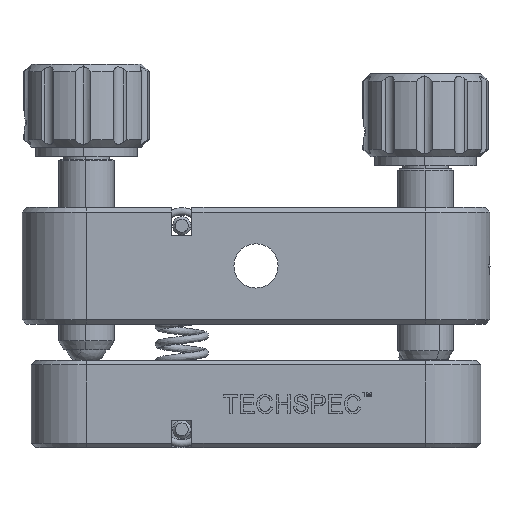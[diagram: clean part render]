
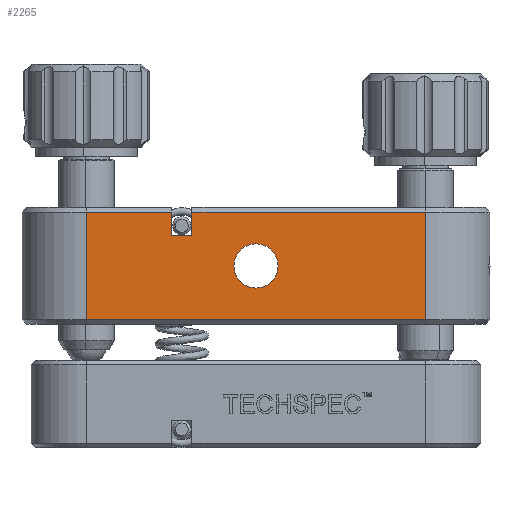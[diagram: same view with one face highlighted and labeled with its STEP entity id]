
A CAD part, left-side view. The second image highlights one B-rep face of the part: STEP entity #2265.
In plain terms, the highlighted planar face has unit normal (-1, 0, 0).
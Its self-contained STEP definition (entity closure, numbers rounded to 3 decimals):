
#2196 = ORIENTED_EDGE ( 'NONE', *, *, #2197, .T. ) ;
#2197 = EDGE_CURVE ( 'NONE', #53544, #53543, #31934, .T. ) ;
#2198 = ORIENTED_EDGE ( 'NONE', *, *, #53542, .T. ) ;
#2199 = EDGE_LOOP ( 'NONE', ( #2200, #2204, #2206, #2207, #8846, #8849, #8766, #8769 ) ) ;
#2200 = ORIENTED_EDGE ( 'NONE', *, *, #2201, .F. ) ;
#2201 = EDGE_CURVE ( 'NONE', #2202, #2203, #31935, .T. ) ;
#2202 = VERTEX_POINT ( 'NONE', #31926 ) ;
#2203 = VERTEX_POINT ( 'NONE', #31925 ) ;
#2204 = ORIENTED_EDGE ( 'NONE', *, *, #2205, .T. ) ;
#2205 = EDGE_CURVE ( 'NONE', #2202, #2256, #31924, .T. ) ;
#2206 = ORIENTED_EDGE ( 'NONE', *, *, #2255, .T. ) ;
#2207 = ORIENTED_EDGE ( 'NONE', *, *, #2208, .T. ) ;
#2208 = EDGE_CURVE ( 'NONE', #2257, #2209, #31920, .T. ) ;
#2209 = VERTEX_POINT ( 'NONE', #31916 ) ;
#2255 = EDGE_CURVE ( 'NONE', #2256, #2257, #32026, .T. ) ;
#2256 = VERTEX_POINT ( 'NONE', #32022 ) ;
#2257 = VERTEX_POINT ( 'NONE', #32021 ) ;
#2265 = ADVANCED_FACE ( 'NONE', ( #32010, #32009 ), #32008, .F. ) ;
#2266 = EDGE_LOOP ( 'NONE', ( #2196, #2198 ) ) ;
#8766 = ORIENTED_EDGE ( 'NONE', *, *, #8767, .T. ) ;
#8767 = EDGE_CURVE ( 'NONE', #8851, #8768, #42884, .T. ) ;
#8768 = VERTEX_POINT ( 'NONE', #42880 ) ;
#8769 = ORIENTED_EDGE ( 'NONE', *, *, #8770, .T. ) ;
#8770 = EDGE_CURVE ( 'NONE', #8768, #2203, #42878, .T. ) ;
#8846 = ORIENTED_EDGE ( 'NONE', *, *, #8847, .F. ) ;
#8847 = EDGE_CURVE ( 'NONE', #8848, #2209, #43404, .T. ) ;
#8848 = VERTEX_POINT ( 'NONE', #43400 ) ;
#8849 = ORIENTED_EDGE ( 'NONE', *, *, #8850, .F. ) ;
#8850 = EDGE_CURVE ( 'NONE', #8851, #8848, #43399, .T. ) ;
#8851 = VERTEX_POINT ( 'NONE', #43395 ) ;
#21730 = DIRECTION ( 'NONE',  ( 0., 1., 0. ) ) ;
#21731 = DIRECTION ( 'NONE',  ( 1., 0., 0. ) ) ;
#21732 = CARTESIAN_POINT ( 'NONE',  ( -51.779, 2.967, 6.168 ) ) ;
#21734 = AXIS2_PLACEMENT_3D ( 'NONE', #21732, #21731, #21730 ) ;
#21745 = CIRCLE ( 'NONE', #21734, 2.4 ) ;
#21871 = CARTESIAN_POINT ( 'NONE',  ( -51.779, 5.367, 6.168 ) ) ;
#21873 = CARTESIAN_POINT ( 'NONE',  ( -51.779, 0.567, 6.168 ) ) ;
#31916 = CARTESIAN_POINT ( 'NONE',  ( -51.779, 9.917, 12.018 ) ) ;
#31917 = DIRECTION ( 'NONE',  ( 0., 1., 0. ) ) ;
#31918 = VECTOR ( 'NONE', #31917, 1000. ) ;
#31919 = CARTESIAN_POINT ( 'NONE',  ( -51.779, 9.917, 12.018 ) ) ;
#31920 = LINE ( 'NONE', #31919, #31918 ) ;
#31921 = DIRECTION ( 'NONE',  ( 0., -1., 0. ) ) ;
#31922 = VECTOR ( 'NONE', #31921, 1000. ) ;
#31923 = CARTESIAN_POINT ( 'NONE',  ( -51.779, -71.017, 0.318 ) ) ;
#31924 = LINE ( 'NONE', #31923, #31922 ) ;
#31925 = CARTESIAN_POINT ( 'NONE',  ( -51.779, 21.367, 12.018 ) ) ;
#31926 = CARTESIAN_POINT ( 'NONE',  ( -51.779, 21.367, 0.318 ) ) ;
#31927 = DIRECTION ( 'NONE',  ( 0., 0., 1. ) ) ;
#31928 = VECTOR ( 'NONE', #31927, 1000. ) ;
#31929 = CARTESIAN_POINT ( 'NONE',  ( -51.779, 21.367, -0.182 ) ) ;
#31930 = DIRECTION ( 'NONE',  ( 0., 1., 0. ) ) ;
#31931 = DIRECTION ( 'NONE',  ( 1., 0., 0. ) ) ;
#31932 = CARTESIAN_POINT ( 'NONE',  ( -51.779, 2.967, 6.168 ) ) ;
#31933 = AXIS2_PLACEMENT_3D ( 'NONE', #31932, #31931, #31930 ) ;
#31934 = CIRCLE ( 'NONE', #31933, 2.4 ) ;
#31935 = LINE ( 'NONE', #31929, #31928 ) ;
#32004 = DIRECTION ( 'NONE',  ( 0., 0., -1. ) ) ;
#32005 = DIRECTION ( 'NONE',  ( 1., 0., 0. ) ) ;
#32006 = CARTESIAN_POINT ( 'NONE',  ( -51.779, -71.017, -0.182 ) ) ;
#32007 = AXIS2_PLACEMENT_3D ( 'NONE', #32006, #32005, #32004 ) ;
#32008 = PLANE ( 'NONE',  #32007 ) ;
#32009 = FACE_OUTER_BOUND ( 'NONE', #2199, .T. ) ;
#32010 = FACE_BOUND ( 'NONE', #2266, .T. ) ;
#32021 = CARTESIAN_POINT ( 'NONE',  ( -51.779, -15.433, 12.018 ) ) ;
#32022 = CARTESIAN_POINT ( 'NONE',  ( -51.779, -15.433, 0.318 ) ) ;
#32023 = DIRECTION ( 'NONE',  ( 0., 0., 1. ) ) ;
#32024 = VECTOR ( 'NONE', #32023, 1000. ) ;
#32025 = CARTESIAN_POINT ( 'NONE',  ( -51.779, -15.433, -0.182 ) ) ;
#32026 = LINE ( 'NONE', #32025, #32024 ) ;
#42875 = DIRECTION ( 'NONE',  ( 0., 1., 0. ) ) ;
#42876 = VECTOR ( 'NONE', #42875, 1000. ) ;
#42877 = CARTESIAN_POINT ( 'NONE',  ( -51.779, 21.367, 12.018 ) ) ;
#42878 = LINE ( 'NONE', #42877, #42876 ) ;
#42880 = CARTESIAN_POINT ( 'NONE',  ( -51.779, 12.117, 12.018 ) ) ;
#42881 = DIRECTION ( 'NONE',  ( 0., 0., 1. ) ) ;
#42882 = VECTOR ( 'NONE', #42881, 1000. ) ;
#42883 = CARTESIAN_POINT ( 'NONE',  ( -51.779, 12.117, 9.518 ) ) ;
#42884 = LINE ( 'NONE', #42883, #42882 ) ;
#43395 = CARTESIAN_POINT ( 'NONE',  ( -51.779, 12.117, 9.518 ) ) ;
#43396 = DIRECTION ( 'NONE',  ( 0., -1., 0. ) ) ;
#43397 = VECTOR ( 'NONE', #43396, 1000. ) ;
#43398 = CARTESIAN_POINT ( 'NONE',  ( -51.779, 12.117, 9.518 ) ) ;
#43399 = LINE ( 'NONE', #43398, #43397 ) ;
#43400 = CARTESIAN_POINT ( 'NONE',  ( -51.779, 9.917, 9.518 ) ) ;
#43401 = DIRECTION ( 'NONE',  ( 0., 0., 1. ) ) ;
#43402 = VECTOR ( 'NONE', #43401, 1000. ) ;
#43403 = CARTESIAN_POINT ( 'NONE',  ( -51.779, 9.917, 9.518 ) ) ;
#43404 = LINE ( 'NONE', #43403, #43402 ) ;
#53542 = EDGE_CURVE ( 'NONE', #53543, #53544, #21745, .T. ) ;
#53543 = VERTEX_POINT ( 'NONE', #21873 ) ;
#53544 = VERTEX_POINT ( 'NONE', #21871 ) ;
